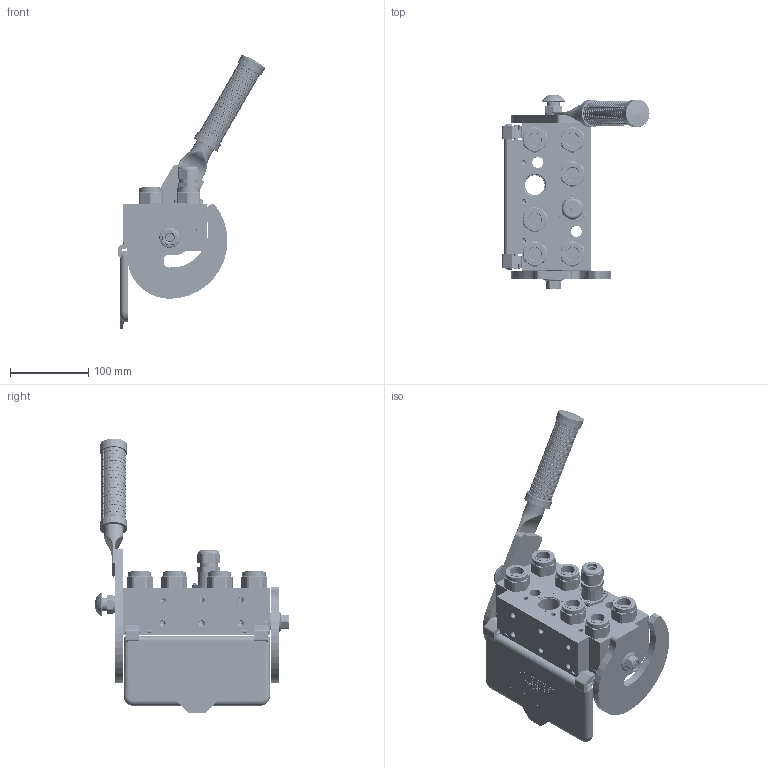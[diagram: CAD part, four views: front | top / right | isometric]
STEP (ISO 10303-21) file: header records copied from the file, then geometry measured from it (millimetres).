
FILE_DESCRIPTION (( 'STEP AP214' ), '1' );
FILE_NAME ('FASTER.step', '2021-11-06T03:36:56', ( '' ), ( '' ), 'SwSTEP 2.0', 'SolidWorks 2017', '' );
FILE_SCHEMA (( 'AUTOMOTIVE_DESIGN' ));
Length unit declared in the file: millimetre
Products named in the file (38): 2ffnb12_gas_f; or1_5x7_m; 4830_025_2000_000; 4850_024_0000_020; 4830_001_0005_301; 4850_024_0000_012; 1540_080_0012_000; P808_F_BASE; sicura_p5; 4830_025_0000_001; ET011-ET007; 4850_001_0001_005; curs_molla_12; et007; conn_3p_f; et011; 4830_044_0000_000; 4830_001_0004_000; 4850_024_0003_000; A_2ffnb12_gas_f; 4850_024_0003_000_ASM; 4142_072_1000_300; 4340_014_0000_000; corpospel08-3f; FASTER; or2_62x17_86; 4850_024_0000_010; 4830_070_0000_001; 4820_024_1002_011; 4830_022_0000_011; 4830_046_0000_000; 4850_020_0000_020; 0048_042_0412_000; 4830_001_0005_300; 4241_072_0000_200; 4830_025_1000_000; 4850_024_0000_021
Assembly tree (46 placements, depth 4):
  FASTER
    P808_F_BASE
      4850_020_0000_020
      4850_001_0001_005
      4830_001_0004_000  x2
      4830_001_0005_300
      4830_001_0005_301
    A_2ffnb12_gas_f  x6
      curs_molla_12
        4340_014_0000_000
        4142_072_1000_300
      2ffnb12_gas_f
        2ffnb12_gas_f
    conn_3p_f
      corpospel08-3f
      4830_044_0000_000  x3
      4830_046_0000_000
      4241_072_0000_200
    4850_024_0003_000
      4850_024_0003_000_ASM
        4850_024_0000_010
        4820_024_1002_011
        4850_024_0000_021
      sicura_p5
        4830_025_0000_001
        or1_5x7_m
        0048_042_0412_000
      4850_024_0000_012
      4850_024_0000_020
      1540_080_0012_000
      4830_025_2000_000
      4830_025_1000_000
      4830_022_0000_011
      4830_070_0000_001
      or2_62x17_86  x2
    ET011-ET007
      et011
      et007
Bounding box: 187.95 x 248.93 x 351.29 mm (x, y, z)
Volume: 301420.7 mm3; surface area: 478173.7 mm2
Topology: 33 solids, 112 shells, 7319 faces, 19919 edges, 12903 vertices
Faces by surface type: plane 3491, cylinder 2111, torus 735, cone 555, bspline 357, sphere 70
Entity records: 255147 total; most frequent: CARTESIAN_POINT 102206, ORIENTED_EDGE 31243, DIRECTION 27022, EDGE_CURVE 16023, VERTEX_POINT 10399, VECTOR 9740, LINE 9740, AXIS2_PLACEMENT_3D 8641
